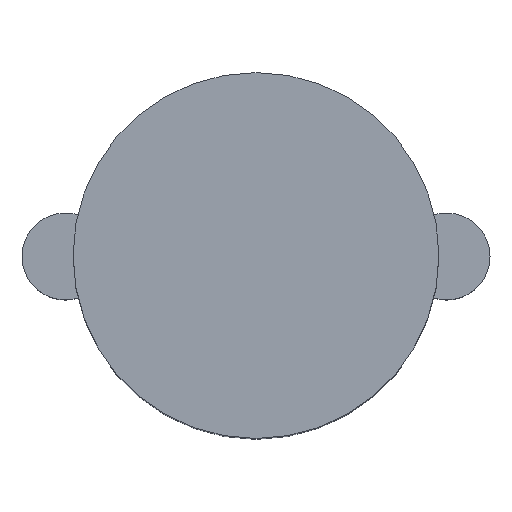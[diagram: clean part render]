
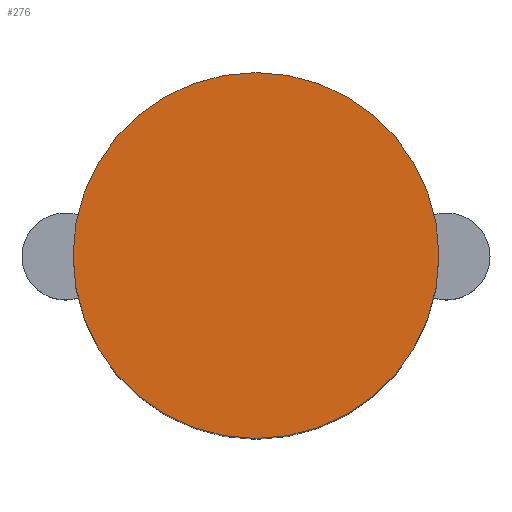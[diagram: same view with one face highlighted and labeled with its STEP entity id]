
A CAD part, top view. The second image highlights one B-rep face of the part: STEP entity #276.
In plain terms, the highlighted planar face has unit normal (0, 0, 1).
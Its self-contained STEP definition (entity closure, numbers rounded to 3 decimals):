
#59 = VERTEX_POINT('',#60);
#60 = CARTESIAN_POINT('',(-6.,0.5,16.8));
#67 = PLANE('',#68);
#68 = AXIS2_PLACEMENT_3D('',#69,#70,#71);
#69 = CARTESIAN_POINT('',(-6.,0.5,0.));
#70 = DIRECTION('',(-1.,0.,0.));
#71 = DIRECTION('',(0.,1.,0.));
#86 = EDGE_CURVE('',#59,#59,#87,.T.);
#87 = SURFACE_CURVE('',#88,(#92,#99),.PCURVE_S1.);
#88 = LINE('',#89,#90);
#89 = CARTESIAN_POINT('',(-6.,0.5,16.8));
#90 = VECTOR('',#91,1.);
#91 = DIRECTION('',(0.,1.,0.));
#92 = PCURVE('',#67,#93);
#93 = DEFINITIONAL_REPRESENTATION('',(#94),#98);
#94 = LINE('',#95,#96);
#95 = CARTESIAN_POINT('',(0.,-16.8));
#96 = VECTOR('',#97,1.);
#97 = DIRECTION('',(1.,0.));
#98 = ( GEOMETRIC_REPRESENTATION_CONTEXT(2) 
PARAMETRIC_REPRESENTATION_CONTEXT() REPRESENTATION_CONTEXT('2D SPACE',''
  ) );
#99 = PCURVE('',#100,#105);
#100 = PLANE('',#101);
#101 = AXIS2_PLACEMENT_3D('',#102,#103,#104);
#102 = CARTESIAN_POINT('',(0.,0.5,16.8));
#103 = DIRECTION('',(0.,0.,1.));
#104 = DIRECTION('',(1.,0.,0.));
#105 = DEFINITIONAL_REPRESENTATION('',(#106),#110);
#106 = LINE('',#107,#108);
#107 = CARTESIAN_POINT('',(-6.,0.));
#108 = VECTOR('',#109,1.);
#109 = DIRECTION('',(0.,1.));
#110 = ( GEOMETRIC_REPRESENTATION_CONTEXT(2) 
PARAMETRIC_REPRESENTATION_CONTEXT() REPRESENTATION_CONTEXT('2D SPACE',''
  ) );
#143 = EDGE_CURVE('',#59,#144,#146,.T.);
#144 = VERTEX_POINT('',#145);
#145 = CARTESIAN_POINT('',(6.,0.5,16.8));
#146 = SURFACE_CURVE('',#147,(#152,#164),.PCURVE_S1.);
#147 = CIRCLE('',#148,6.);
#148 = AXIS2_PLACEMENT_3D('',#149,#150,#151);
#149 = CARTESIAN_POINT('',(0.,0.5,16.8));
#150 = DIRECTION('',(0.,0.,1.));
#151 = DIRECTION('',(1.,0.,0.));
#152 = PCURVE('',#153,#158);
#153 = CYLINDRICAL_SURFACE('',#154,6.);
#154 = AXIS2_PLACEMENT_3D('',#155,#156,#157);
#155 = CARTESIAN_POINT('',(0.,0.5,0.));
#156 = DIRECTION('',(-0.,-0.,-1.));
#157 = DIRECTION('',(1.,0.,0.));
#158 = DEFINITIONAL_REPRESENTATION('',(#159),#163);
#159 = LINE('',#160,#161);
#160 = CARTESIAN_POINT('',(-0.,-16.8));
#161 = VECTOR('',#162,1.);
#162 = DIRECTION('',(-1.,0.));
#163 = ( GEOMETRIC_REPRESENTATION_CONTEXT(2) 
PARAMETRIC_REPRESENTATION_CONTEXT() REPRESENTATION_CONTEXT('2D SPACE',''
  ) );
#164 = PCURVE('',#100,#165);
#165 = DEFINITIONAL_REPRESENTATION('',(#166),#170);
#166 = CIRCLE('',#167,6.);
#167 = AXIS2_PLACEMENT_2D('',#168,#169);
#168 = CARTESIAN_POINT('',(0.,0.));
#169 = DIRECTION('',(1.,0.));
#170 = ( GEOMETRIC_REPRESENTATION_CONTEXT(2) 
PARAMETRIC_REPRESENTATION_CONTEXT() REPRESENTATION_CONTEXT('2D SPACE',''
  ) );
#188 = CYLINDRICAL_SURFACE('',#189,6.);
#189 = AXIS2_PLACEMENT_3D('',#190,#191,#192);
#190 = CARTESIAN_POINT('',(0.,0.5,0.));
#191 = DIRECTION('',(-0.,-0.,-1.));
#192 = DIRECTION('',(1.,0.,0.));
#226 = EDGE_CURVE('',#144,#59,#227,.T.);
#227 = SURFACE_CURVE('',#228,(#233,#240),.PCURVE_S1.);
#228 = CIRCLE('',#229,6.);
#229 = AXIS2_PLACEMENT_3D('',#230,#231,#232);
#230 = CARTESIAN_POINT('',(0.,0.5,16.8));
#231 = DIRECTION('',(0.,0.,1.));
#232 = DIRECTION('',(1.,0.,0.));
#233 = PCURVE('',#188,#234);
#234 = DEFINITIONAL_REPRESENTATION('',(#235),#239);
#235 = LINE('',#236,#237);
#236 = CARTESIAN_POINT('',(-0.,-16.8));
#237 = VECTOR('',#238,1.);
#238 = DIRECTION('',(-1.,0.));
#239 = ( GEOMETRIC_REPRESENTATION_CONTEXT(2) 
PARAMETRIC_REPRESENTATION_CONTEXT() REPRESENTATION_CONTEXT('2D SPACE',''
  ) );
#240 = PCURVE('',#100,#241);
#241 = DEFINITIONAL_REPRESENTATION('',(#242),#246);
#242 = CIRCLE('',#243,6.);
#243 = AXIS2_PLACEMENT_2D('',#244,#245);
#244 = CARTESIAN_POINT('',(0.,0.));
#245 = DIRECTION('',(1.,0.));
#246 = ( GEOMETRIC_REPRESENTATION_CONTEXT(2) 
PARAMETRIC_REPRESENTATION_CONTEXT() REPRESENTATION_CONTEXT('2D SPACE',''
  ) );
#276 = ADVANCED_FACE('',(#277),#100,.T.);
#277 = FACE_BOUND('',#278,.T.);
#278 = EDGE_LOOP('',(#279,#280,#281));
#279 = ORIENTED_EDGE('',*,*,#86,.T.);
#280 = ORIENTED_EDGE('',*,*,#143,.T.);
#281 = ORIENTED_EDGE('',*,*,#226,.T.);
